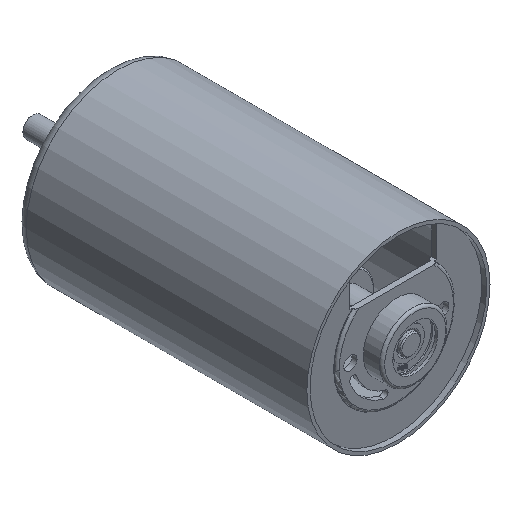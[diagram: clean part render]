
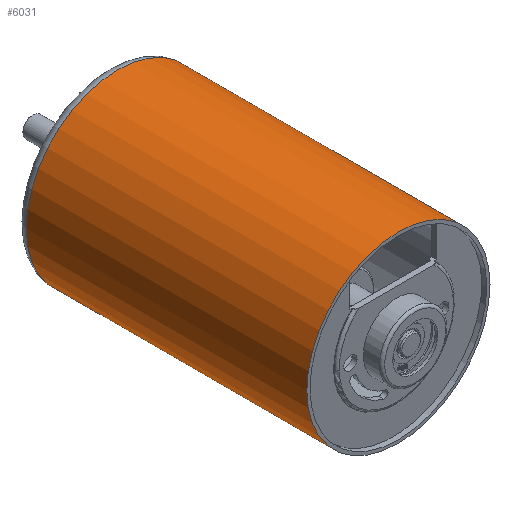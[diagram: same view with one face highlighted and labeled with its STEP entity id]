
A CAD part, isometric view. The second image highlights one B-rep face of the part: STEP entity #6031.
In plain terms, the highlighted cylindrical face has radius 17.95 mm (diameter 35.9 mm), a full revolution.
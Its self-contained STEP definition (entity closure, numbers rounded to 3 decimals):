
#1791=CYLINDRICAL_SURFACE('',#6400,17.95);
#1839=FACE_BOUND('',#2302,.T.);
#1946=FACE_OUTER_BOUND('',#2301,.T.);
#2301=EDGE_LOOP('',(#4320));
#2302=EDGE_LOOP('',(#4321));
#2755=CIRCLE('',#6398,17.95);
#2757=CIRCLE('',#6401,17.95);
#2868=VERTEX_POINT('',#8531);
#2870=VERTEX_POINT('',#8536);
#3465=EDGE_CURVE('',#2868,#2868,#2755,.T.);
#3467=EDGE_CURVE('',#2870,#2870,#2757,.T.);
#4320=ORIENTED_EDGE('',*,*,#3467,.F.);
#4321=ORIENTED_EDGE('',*,*,#3465,.T.);
#6031=ADVANCED_FACE('',(#1946,#1839),#1791,.T.);
#6398=AXIS2_PLACEMENT_3D('',#8532,#6872,#6873);
#6400=AXIS2_PLACEMENT_3D('',#8535,#6876,#6877);
#6401=AXIS2_PLACEMENT_3D('',#8537,#6878,#6879);
#6872=DIRECTION('center_axis',(0.,1.,0.));
#6873=DIRECTION('ref_axis',(-1.,0.,0.));
#6876=DIRECTION('center_axis',(0.,1.,0.));
#6877=DIRECTION('ref_axis',(-1.,0.,0.));
#6878=DIRECTION('center_axis',(0.,1.,0.));
#6879=DIRECTION('ref_axis',(-1.,0.,0.));
#8531=CARTESIAN_POINT('',(17.95,0.,0.));
#8532=CARTESIAN_POINT('Origin',(0.,0.,0.));
#8535=CARTESIAN_POINT('Origin',(0.,0.,0.));
#8536=CARTESIAN_POINT('',(17.95,55.,0.));
#8537=CARTESIAN_POINT('Origin',(0.,55.,0.));
